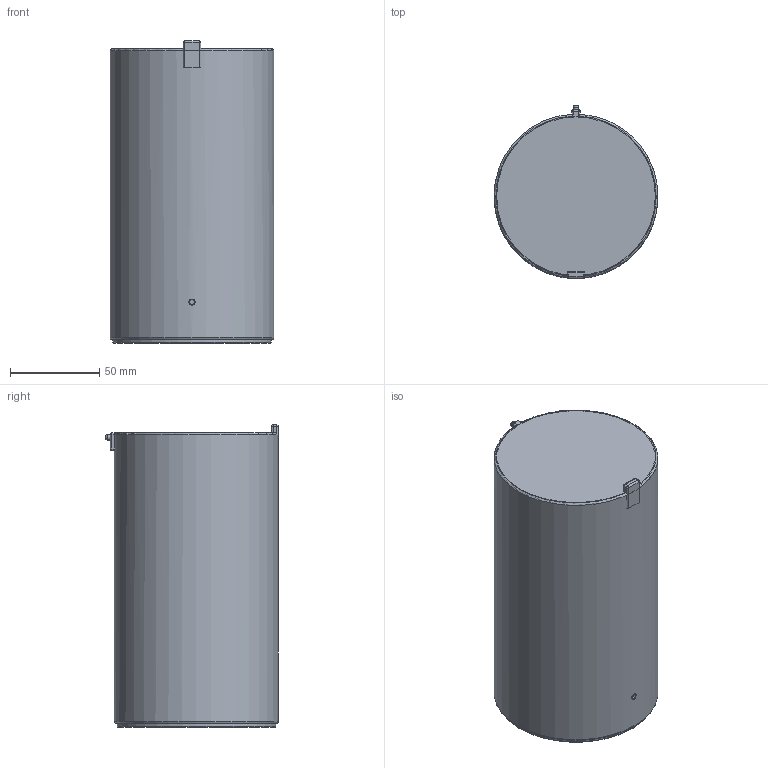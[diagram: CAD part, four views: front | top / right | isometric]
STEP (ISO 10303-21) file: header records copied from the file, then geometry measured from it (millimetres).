
FILE_DESCRIPTION(/* description */ (''),/* implementation_level */ '2;1');
FILE_NAME(/* name */ 'Aayushman_Das_CanSat_CAD.step',/* time_stamp */ '2026-02-25T06:52:21+05:30',/* author */ (''),/* organization */ (''),/* preprocessor_version */ 'ST-DEVELOPER v20.1',/* originating_system */ 'Autodesk Translation Framework v14.24.0.0',/* authorisation */ '');
FILE_SCHEMA (('AUTOMOTIVE_DESIGN { 1 0 10303 214 3 1 1 }'));
Length unit declared in the file: millimetre
Products named in the file (1): 2026-02-25-03-56-44-900
Bounding box: 92 x 97 x 169.5 mm (x, y, z)
Volume: 129697.6 mm3; surface area: 141692.9 mm2
Topology: 5 solids, 5 shells, 100 faces, 223 edges, 140 vertices
Faces by surface type: plane 47, cylinder 40, sphere 8, torus 3, bspline 2
Full cylindrical faces by diameter (mm): 3 x3, 5 x12, 89 x4, 92 x1
Entity records: 3085 total; most frequent: CARTESIAN_POINT 693, DIRECTION 510, ORIENTED_EDGE 446, EDGE_CURVE 223, AXIS2_PLACEMENT_3D 197, VERTEX_POINT 140, EDGE_LOOP 137, LINE 116
